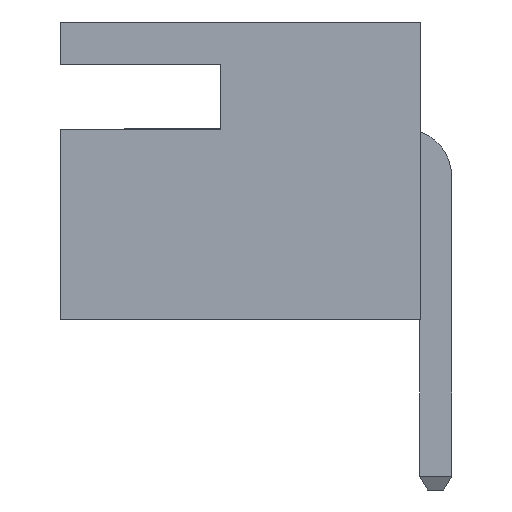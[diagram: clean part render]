
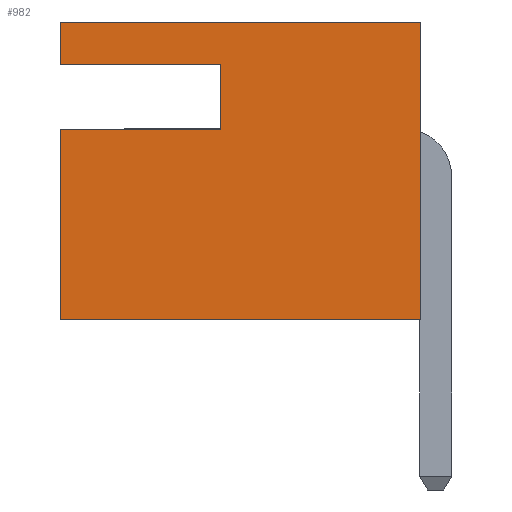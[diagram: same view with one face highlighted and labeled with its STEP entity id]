
A CAD part, left-side view. The second image highlights one B-rep face of the part: STEP entity #982.
In plain terms, the highlighted planar face has unit normal (-1, 0, 0).
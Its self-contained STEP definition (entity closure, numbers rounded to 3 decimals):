
#982=ADVANCED_FACE('',(#1871),#1873,.T.);
#1871=FACE_BOUND('',#1872,.T.);
#1872=EDGE_LOOP('',(#2604,#2605,#2606,#2607,#2608,#2609,#2610,#2611));
#1873=PLANE('',#1874);
#1874=AXIS2_PLACEMENT_3D('',#1875,#1876,#1877);
#1875=CARTESIAN_POINT('',(-2.55,0.,0.));
#1876=DIRECTION('',(-1.,0.,0.));
#1877=DIRECTION('',(0.,0.,-1.));
#2604=ORIENTED_EDGE('',*,*,#3077,.T.);
#2605=ORIENTED_EDGE('',*,*,#3078,.T.);
#2606=ORIENTED_EDGE('',*,*,#2942,.T.);
#2607=ORIENTED_EDGE('',*,*,#3079,.T.);
#2608=ORIENTED_EDGE('',*,*,#2899,.T.);
#2609=ORIENTED_EDGE('',*,*,#3076,.T.);
#2610=ORIENTED_EDGE('',*,*,#3080,.T.);
#2611=ORIENTED_EDGE('',*,*,#3081,.T.);
#2899=EDGE_CURVE('',#3268,#3266,#3269,.T.);
#2942=EDGE_CURVE('',#3343,#3341,#3344,.T.);
#3076=EDGE_CURVE('',#3266,#3548,#3550,.T.);
#3077=EDGE_CURVE('',#3551,#3552,#3553,.F.);
#3078=EDGE_CURVE('',#3552,#3343,#3554,.T.);
#3079=EDGE_CURVE('',#3341,#3268,#3555,.T.);
#3080=EDGE_CURVE('',#3548,#3556,#3557,.F.);
#3081=EDGE_CURVE('',#3556,#3551,#3558,.F.);
#3266=VERTEX_POINT('',#3891);
#3268=VERTEX_POINT('',#3895);
#3269=LINE('',#3896,#3897);
#3341=VERTEX_POINT('',#4052);
#3343=VERTEX_POINT('',#4056);
#3344=LINE('',#4057,#4058);
#3548=VERTEX_POINT('',#4527);
#3550=LINE('',#4531,#4532);
#3551=VERTEX_POINT('',#4534);
#3552=VERTEX_POINT('',#4535);
#3553=LINE('',#4536,#4537);
#3554=LINE('',#4539,#4540);
#3555=LINE('',#4542,#4543);
#3556=VERTEX_POINT('',#4545);
#3557=LINE('',#4546,#4547);
#3558=LINE('',#4549,#4550);
#3891=CARTESIAN_POINT('',(-2.55,7.5,5.95));
#3895=CARTESIAN_POINT('',(-2.55,0.3,5.95));
#3896=CARTESIAN_POINT('',(-2.55,0.3,5.95));
#3897=VECTOR('',#3898,1.);
#3898=DIRECTION('',(0.,1.,0.));
#4052=CARTESIAN_POINT('',(-2.55,0.3,0.));
#4056=CARTESIAN_POINT('',(-2.55,7.5,0.));
#4057=CARTESIAN_POINT('',(-2.55,7.5,0.));
#4058=VECTOR('',#4059,1.);
#4059=DIRECTION('',(0.,-1.,0.));
#4527=CARTESIAN_POINT('',(-2.55,7.5,5.1));
#4531=CARTESIAN_POINT('',(-2.55,7.5,5.95));
#4532=VECTOR('',#4533,1.);
#4533=DIRECTION('',(0.,0.,-1.));
#4534=CARTESIAN_POINT('',(-2.55,4.3,3.8));
#4535=CARTESIAN_POINT('',(-2.55,7.5,3.8));
#4536=CARTESIAN_POINT('',(-2.55,7.5,3.8));
#4537=VECTOR('',#4538,1.);
#4538=DIRECTION('',(0.,-1.,0.));
#4539=CARTESIAN_POINT('',(-2.55,7.5,3.8));
#4540=VECTOR('',#4541,1.);
#4541=DIRECTION('',(0.,0.,-1.));
#4542=CARTESIAN_POINT('',(-2.55,0.3,0.));
#4543=VECTOR('',#4544,1.);
#4544=DIRECTION('',(0.,0.,1.));
#4545=CARTESIAN_POINT('',(-2.55,4.3,5.1));
#4546=CARTESIAN_POINT('',(-2.55,4.3,5.1));
#4547=VECTOR('',#4548,1.);
#4548=DIRECTION('',(0.,1.,0.));
#4549=CARTESIAN_POINT('',(-2.55,4.3,3.8));
#4550=VECTOR('',#4551,1.);
#4551=DIRECTION('',(0.,0.,1.));
